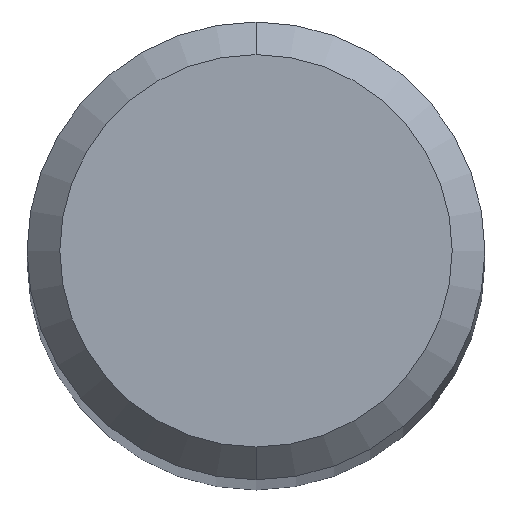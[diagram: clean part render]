
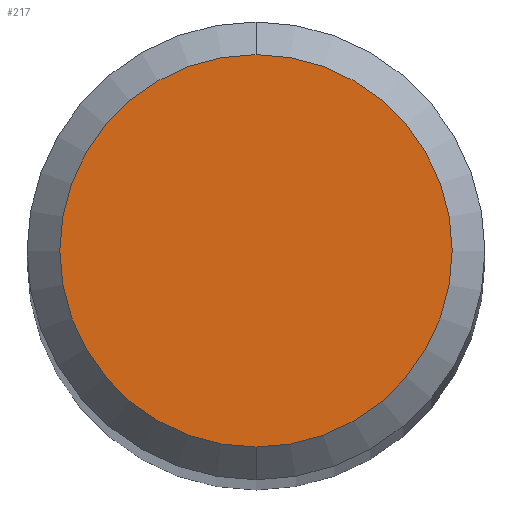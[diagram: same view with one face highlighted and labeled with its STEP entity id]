
A CAD part, top view. The second image highlights one B-rep face of the part: STEP entity #217.
In plain terms, the highlighted planar face has unit normal (0, 0, 1).
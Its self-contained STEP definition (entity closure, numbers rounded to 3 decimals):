
#217=ADVANCED_FACE('',(#604),#605,.T.);
#309=VERTEX_POINT('',#708);
#313=EDGE_CURVE('',#309,#361,#712,.T.);
#361=VERTEX_POINT('',#767);
#475=EDGE_CURVE('',#361,#309,#892,.T.);
#604=FACE_OUTER_BOUND('',#1024,.T.);
#605=PLANE('',#1025);
#708=CARTESIAN_POINT('',(0.0,1.2,0.0));
#712=CIRCLE('',#1288,1.2);
#767=CARTESIAN_POINT('',(0.,-1.2,0.0));
#892=CIRCLE('',#1580,1.2);
#1024=EDGE_LOOP('',(#1776,#1777));
#1025=AXIS2_PLACEMENT_3D('',#1778,#1779,#1780);
#1288=AXIS2_PLACEMENT_3D('',#1897,#1898,#1899);
#1580=AXIS2_PLACEMENT_3D('',#2118,#2119,#2120);
#1776=ORIENTED_EDGE('',*,*,#313,.F.);
#1777=ORIENTED_EDGE('',*,*,#475,.F.);
#1778=CARTESIAN_POINT('',(0.0,0.6,0.0));
#1779=DIRECTION('',(-0.0,0.0,1.0));
#1780=DIRECTION('',(0.0,-1.0,0.0));
#1897=CARTESIAN_POINT('',(0.0,0.0,0.0));
#1898=DIRECTION('',(0.0,0.0,-1.0));
#1899=DIRECTION('',(0.0,1.0,0.0));
#2118=CARTESIAN_POINT('',(0.0,0.0,0.0));
#2119=DIRECTION('',(0.0,0.0,-1.0));
#2120=DIRECTION('',(0.0,1.0,0.0));
